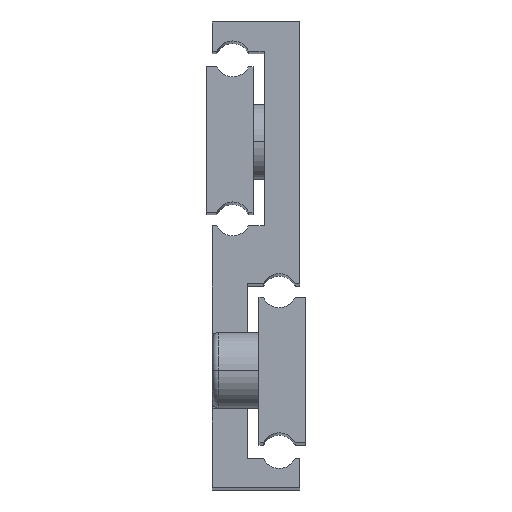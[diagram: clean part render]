
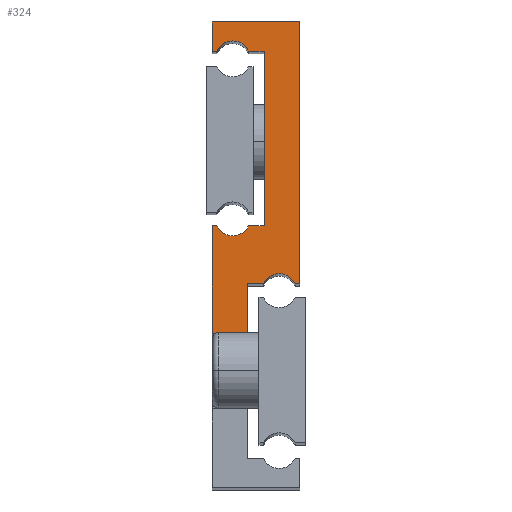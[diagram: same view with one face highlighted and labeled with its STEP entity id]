
A CAD part, top view. The second image highlights one B-rep face of the part: STEP entity #324.
In plain terms, the highlighted planar face has unit normal (0, 0, 1).
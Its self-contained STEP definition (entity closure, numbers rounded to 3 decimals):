
#2 = LINE ( 'NONE', #1406, #767 ) ;
#7 = VECTOR ( 'NONE', #1114, 1000. ) ;
#12 = CARTESIAN_POINT ( 'NONE',  ( 0., 26.5, 125. ) ) ;
#27 = EDGE_CURVE ( 'NONE', #951, #1376, #1068, .T. ) ;
#37 = ORIENTED_EDGE ( 'NONE', *, *, #845, .T. ) ;
#45 = CARTESIAN_POINT ( 'NONE',  ( 0., 75., 125. ) ) ;
#46 = CARTESIAN_POINT ( 'NONE',  ( 3.5, 46.25, 125. ) ) ;
#57 = DIRECTION ( 'NONE',  ( 0., 0., -1. ) ) ;
#82 = CARTESIAN_POINT ( 'NONE',  ( 6., 35., 125. ) ) ;
#88 = DIRECTION ( 'NONE',  ( 0., 1., 0. ) ) ;
#154 = CARTESIAN_POINT ( 'NONE',  ( 0., 80., 125. ) ) ;
#189 = CIRCLE ( 'NONE', #2063, 3. ) ;
#193 = EDGE_CURVE ( 'NONE', #1376, #1529, #1954, .T. ) ;
#210 = CARTESIAN_POINT ( 'NONE',  ( 8.9, 45., 125. ) ) ;
#224 = ORIENTED_EDGE ( 'NONE', *, *, #1508, .T. ) ;
#229 = EDGE_CURVE ( 'NONE', #1075, #1355, #1478, .T. ) ;
#231 = CARTESIAN_POINT ( 'NONE',  ( 6.227, 45., 125. ) ) ;
#239 = CARTESIAN_POINT ( 'NONE',  ( 15., 80., 125. ) ) ;
#279 = VERTEX_POINT ( 'NONE', #756 ) ;
#305 = ORIENTED_EDGE ( 'NONE', *, *, #1549, .T. ) ;
#312 = VERTEX_POINT ( 'NONE', #1153 ) ;
#324 = ADVANCED_FACE ( 'NONE', ( #429 ), #2031, .F. ) ;
#343 = DIRECTION ( 'NONE',  ( 1., 0., 0. ) ) ;
#354 = CARTESIAN_POINT ( 'NONE',  ( 6.227, 45., 125. ) ) ;
#363 = LINE ( 'NONE', #12, #789 ) ;
#382 = VERTEX_POINT ( 'NONE', #1880 ) ;
#394 = CARTESIAN_POINT ( 'NONE',  ( 15., 80., 125. ) ) ;
#398 = EDGE_CURVE ( 'NONE', #445, #1075, #795, .T. ) ;
#410 = CIRCLE ( 'NONE', #680, 3. ) ;
#429 = FACE_OUTER_BOUND ( 'NONE', #596, .T. ) ;
#436 = EDGE_CURVE ( 'NONE', #382, #1821, #774, .T. ) ;
#445 = VERTEX_POINT ( 'NONE', #154 ) ;
#448 = VERTEX_POINT ( 'NONE', #2061 ) ;
#520 = CIRCLE ( 'NONE', #1532, 3. ) ;
#559 = ORIENTED_EDGE ( 'NONE', *, *, #1978, .T. ) ;
#596 = EDGE_LOOP ( 'NONE', ( #1988, #978, #37, #1112, #305, #559, #224, #1859, #893, #1146, #1682, #1336, #1777, #1501, #1873, #1667 ) ) ;
#601 = EDGE_CURVE ( 'NONE', #1159, #312, #679, .T. ) ;
#605 = LINE ( 'NONE', #2029, #1362 ) ;
#608 = DIRECTION ( 'NONE',  ( 0., -1., 0. ) ) ;
#647 = VECTOR ( 'NONE', #88, 1000. ) ;
#655 = VERTEX_POINT ( 'NONE', #980 ) ;
#679 = LINE ( 'NONE', #1939, #1882 ) ;
#680 = AXIS2_PLACEMENT_3D ( 'NONE', #1029, #57, #1340 ) ;
#691 = CARTESIAN_POINT ( 'NONE',  ( 3.5, 73.75, 125. ) ) ;
#705 = VERTEX_POINT ( 'NONE', #1062 ) ;
#706 = LINE ( 'NONE', #1990, #849 ) ;
#709 = DIRECTION ( 'NONE',  ( -1., 0., 0. ) ) ;
#756 = CARTESIAN_POINT ( 'NONE',  ( 6.227, 75., 125. ) ) ;
#757 = EDGE_CURVE ( 'NONE', #448, #445, #890, .T. ) ;
#761 = CARTESIAN_POINT ( 'NONE',  ( 6., 5., 125. ) ) ;
#767 = VECTOR ( 'NONE', #1234, 1000. ) ;
#774 = LINE ( 'NONE', #918, #7 ) ;
#789 = VECTOR ( 'NONE', #343, 1000. ) ;
#790 = DIRECTION ( 'NONE',  ( -1., 0., 0. ) ) ;
#795 = LINE ( 'NONE', #1577, #964 ) ;
#828 = CARTESIAN_POINT ( 'NONE',  ( 0.773, 75., 125. ) ) ;
#845 = EDGE_CURVE ( 'NONE', #705, #1159, #1593, .T. ) ;
#849 = VECTOR ( 'NONE', #1179, 1000. ) ;
#850 = DIRECTION ( 'NONE',  ( -1., 0., 0. ) ) ;
#882 = EDGE_CURVE ( 'NONE', #279, #951, #2, .T. ) ;
#890 = LINE ( 'NONE', #394, #896 ) ;
#892 = CARTESIAN_POINT ( 'NONE',  ( 0., 26.5, 125. ) ) ;
#893 = ORIENTED_EDGE ( 'NONE', *, *, #398, .T. ) ;
#896 = VECTOR ( 'NONE', #709, 1000. ) ;
#918 = CARTESIAN_POINT ( 'NONE',  ( 0., 0., 125. ) ) ;
#951 = VERTEX_POINT ( 'NONE', #1000 ) ;
#964 = VECTOR ( 'NONE', #608, 1000. ) ;
#974 = DIRECTION ( 'NONE',  ( 0., 0., -1. ) ) ;
#976 = CARTESIAN_POINT ( 'NONE',  ( 14.227, 35., 125. ) ) ;
#978 = ORIENTED_EDGE ( 'NONE', *, *, #1357, .T. ) ;
#980 = CARTESIAN_POINT ( 'NONE',  ( 0.773, 45., 125. ) ) ;
#997 = VECTOR ( 'NONE', #1105, 1000. ) ;
#1000 = CARTESIAN_POINT ( 'NONE',  ( 8.9, 75., 125. ) ) ;
#1005 = VERTEX_POINT ( 'NONE', #976 ) ;
#1029 = CARTESIAN_POINT ( 'NONE',  ( 11.5, 33.75, 125. ) ) ;
#1062 = CARTESIAN_POINT ( 'NONE',  ( 6., 26.5, 125. ) ) ;
#1068 = LINE ( 'NONE', #2064, #1281 ) ;
#1075 = VERTEX_POINT ( 'NONE', #1121 ) ;
#1105 = DIRECTION ( 'NONE',  ( 1., 0., 0. ) ) ;
#1112 = ORIENTED_EDGE ( 'NONE', *, *, #601, .T. ) ;
#1114 = DIRECTION ( 'NONE',  ( 0., -1., 0. ) ) ;
#1121 = CARTESIAN_POINT ( 'NONE',  ( 0., 75., 125. ) ) ;
#1146 = ORIENTED_EDGE ( 'NONE', *, *, #229, .T. ) ;
#1153 = CARTESIAN_POINT ( 'NONE',  ( 8.773, 35., 125. ) ) ;
#1159 = VERTEX_POINT ( 'NONE', #82 ) ;
#1179 = DIRECTION ( 'NONE',  ( -1., 0., 0. ) ) ;
#1210 = EDGE_CURVE ( 'NONE', #655, #382, #706, .T. ) ;
#1234 = DIRECTION ( 'NONE',  ( 1., 0., 0. ) ) ;
#1281 = VECTOR ( 'NONE', #1561, 1000. ) ;
#1318 = EDGE_CURVE ( 'NONE', #1529, #655, #520, .T. ) ;
#1336 = ORIENTED_EDGE ( 'NONE', *, *, #882, .T. ) ;
#1339 = DIRECTION ( 'NONE',  ( 0., 0., -1. ) ) ;
#1340 = DIRECTION ( 'NONE',  ( -1., 0., 0. ) ) ;
#1355 = VERTEX_POINT ( 'NONE', #828 ) ;
#1357 = EDGE_CURVE ( 'NONE', #1821, #705, #363, .T. ) ;
#1362 = VECTOR ( 'NONE', #1565, 1000. ) ;
#1376 = VERTEX_POINT ( 'NONE', #210 ) ;
#1406 = CARTESIAN_POINT ( 'NONE',  ( 6.227, 75., 125. ) ) ;
#1478 = LINE ( 'NONE', #45, #997 ) ;
#1494 = DIRECTION ( 'NONE',  ( 1., 0., 0. ) ) ;
#1501 = ORIENTED_EDGE ( 'NONE', *, *, #193, .T. ) ;
#1506 = CARTESIAN_POINT ( 'NONE',  ( 3.5, 46.25, 125. ) ) ;
#1508 = EDGE_CURVE ( 'NONE', #1934, #448, #1977, .T. ) ;
#1529 = VERTEX_POINT ( 'NONE', #231 ) ;
#1532 = AXIS2_PLACEMENT_3D ( 'NONE', #46, #974, #1634 ) ;
#1549 = EDGE_CURVE ( 'NONE', #312, #1005, #410, .T. ) ;
#1561 = DIRECTION ( 'NONE',  ( 0., -1., 0. ) ) ;
#1565 = DIRECTION ( 'NONE',  ( 1., 0., 0. ) ) ;
#1577 = CARTESIAN_POINT ( 'NONE',  ( 0., 80., 125. ) ) ;
#1583 = DIRECTION ( 'NONE',  ( 0., 1., 0. ) ) ;
#1593 = LINE ( 'NONE', #761, #1881 ) ;
#1608 = AXIS2_PLACEMENT_3D ( 'NONE', #1506, #1339, #850 ) ;
#1634 = DIRECTION ( 'NONE',  ( -1., 0., 0. ) ) ;
#1667 = ORIENTED_EDGE ( 'NONE', *, *, #1210, .T. ) ;
#1669 = EDGE_CURVE ( 'NONE', #1355, #279, #189, .T. ) ;
#1682 = ORIENTED_EDGE ( 'NONE', *, *, #1669, .T. ) ;
#1712 = VECTOR ( 'NONE', #790, 1000. ) ;
#1774 = DIRECTION ( 'NONE',  ( 0., 0., -1. ) ) ;
#1777 = ORIENTED_EDGE ( 'NONE', *, *, #27, .T. ) ;
#1821 = VERTEX_POINT ( 'NONE', #892 ) ;
#1859 = ORIENTED_EDGE ( 'NONE', *, *, #757, .T. ) ;
#1873 = ORIENTED_EDGE ( 'NONE', *, *, #1318, .T. ) ;
#1878 = CARTESIAN_POINT ( 'NONE',  ( 15., 35., 125. ) ) ;
#1880 = CARTESIAN_POINT ( 'NONE',  ( 0., 45., 125. ) ) ;
#1881 = VECTOR ( 'NONE', #1583, 1000. ) ;
#1882 = VECTOR ( 'NONE', #1494, 1000. ) ;
#1926 = DIRECTION ( 'NONE',  ( 1., 0., 0. ) ) ;
#1934 = VERTEX_POINT ( 'NONE', #1878 ) ;
#1939 = CARTESIAN_POINT ( 'NONE',  ( 8.773, 35., 125. ) ) ;
#1954 = LINE ( 'NONE', #354, #1712 ) ;
#1977 = LINE ( 'NONE', #239, #647 ) ;
#1978 = EDGE_CURVE ( 'NONE', #1005, #1934, #605, .T. ) ;
#1988 = ORIENTED_EDGE ( 'NONE', *, *, #436, .T. ) ;
#1990 = CARTESIAN_POINT ( 'NONE',  ( 0., 45., 125. ) ) ;
#2029 = CARTESIAN_POINT ( 'NONE',  ( 15., 35., 125. ) ) ;
#2031 = PLANE ( 'NONE',  #1608 ) ;
#2061 = CARTESIAN_POINT ( 'NONE',  ( 15., 80., 125. ) ) ;
#2063 = AXIS2_PLACEMENT_3D ( 'NONE', #691, #1774, #1926 ) ;
#2064 = CARTESIAN_POINT ( 'NONE',  ( 8.9, 75., 125. ) ) ;
